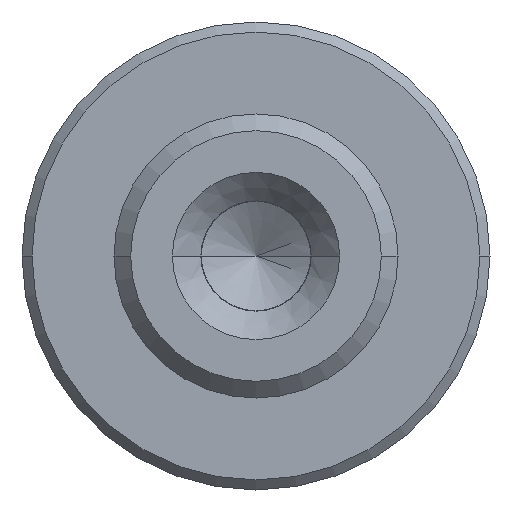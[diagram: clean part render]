
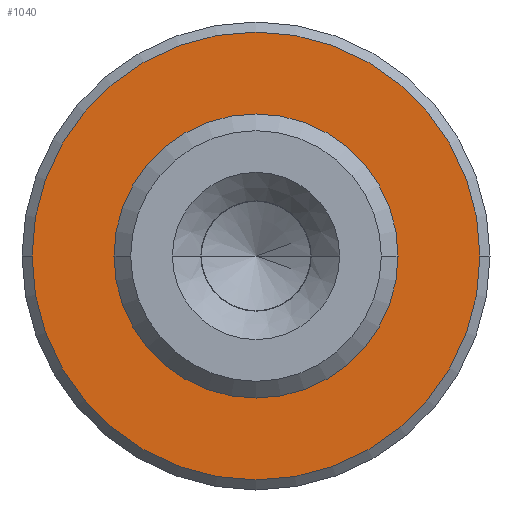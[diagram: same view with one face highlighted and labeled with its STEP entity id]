
A CAD part, front view. The second image highlights one B-rep face of the part: STEP entity #1040.
In plain terms, the highlighted planar face has unit normal (0, -1, 0).
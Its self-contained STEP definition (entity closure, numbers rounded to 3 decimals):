
#460=CARTESIAN_POINT('',(4.25,11.,0.));
#470=VERTEX_POINT('',#460);
#650=CARTESIAN_POINT('',(-4.25,11.,0.));
#660=VERTEX_POINT('',#650);
#690=CARTESIAN_POINT('',(0.,11.,0.));
#700=DIRECTION('',(0.,-1.,0.));
#710=DIRECTION('',(-1.,0.,0.));
#720=AXIS2_PLACEMENT_3D('',#690,#700,#710);
#730=CIRCLE('',#720,4.25);
#740=EDGE_CURVE('',#470,#660,#730,.T.);
#790=CARTESIAN_POINT('',(7.625,11.,0.));
#800=DIRECTION('',(-0.,-1.,-0.));
#810=DIRECTION('',(-1.,0.,0.));
#820=AXIS2_PLACEMENT_3D('',#790,#800,#810);
#830=PLANE('',#820);
#840=EDGE_CURVE('',#660,#470,#730,.T.);
#850=ORIENTED_EDGE('',*,*,#840,.F.);
#860=ORIENTED_EDGE('',*,*,#740,.F.);
#870=EDGE_LOOP('',(#860,#850));
#880=FACE_BOUND('',#870,.T.);
#890=CARTESIAN_POINT('',(0.,11.,0.));
#900=DIRECTION('',(0.,-1.,0.));
#910=DIRECTION('',(-1.,0.,0.));
#920=AXIS2_PLACEMENT_3D('',#890,#900,#910);
#930=CIRCLE('',#920,6.7);
#940=CARTESIAN_POINT('',(-6.7,11.,0.));
#950=VERTEX_POINT('',#940);
#960=CARTESIAN_POINT('',(6.7,11.,0.));
#970=VERTEX_POINT('',#960);
#980=EDGE_CURVE('',#950,#970,#930,.T.);
#990=ORIENTED_EDGE('',*,*,#980,.T.);
#1000=EDGE_CURVE('',#970,#950,#930,.T.);
#1010=ORIENTED_EDGE('',*,*,#1000,.T.);
#1020=EDGE_LOOP('',(#1010,#990));
#1030=FACE_OUTER_BOUND('',#1020,.T.);
#1040=ADVANCED_FACE('',(#880,#1030),#830,.T.);
